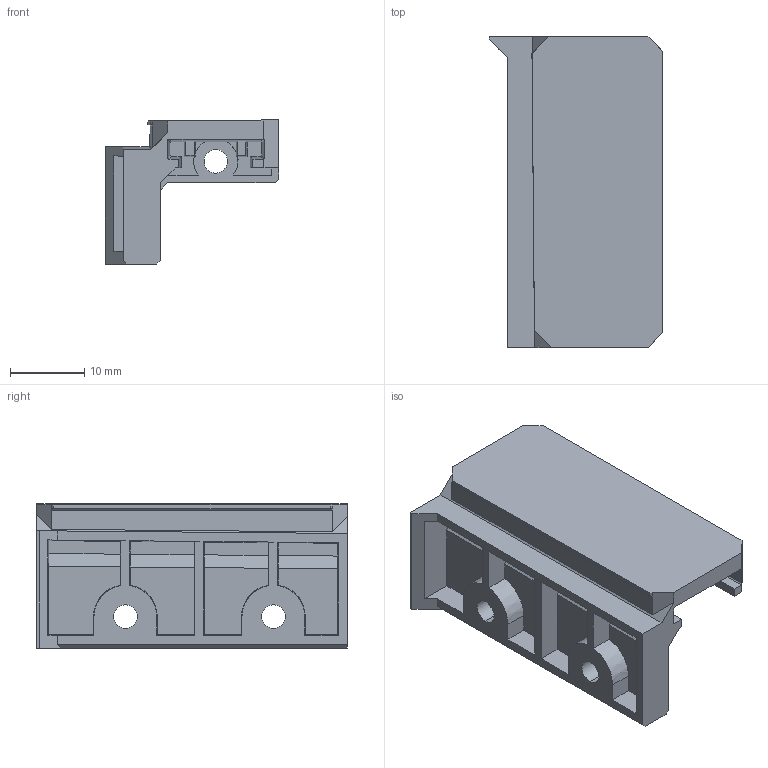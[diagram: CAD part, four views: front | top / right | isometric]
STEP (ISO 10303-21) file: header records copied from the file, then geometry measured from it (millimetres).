
FILE_DESCRIPTION (( 'STEP AP214' ), '1' );
FILE_NAME ('JXHSV06-08020-d leveling mounting plate.step', '2023-01-05T07:16:25', ( '微软用户' ), ( '微软中国' ), 'SwSTEP 2.0', 'SolidWorks 2020', '' );
FILE_SCHEMA (( 'AUTOMOTIVE_DESIGN' ));
Length unit declared in the file: millimetre
Products named in the file (1): JXHSV06-08020-d leveling mounting plate
Bounding box: 23.45 x 42 x 19.5 mm (x, y, z)
Volume: 4841.1 mm3; surface area: 5144.3 mm2
Topology: 1 solids, 1 shells, 136 faces, 379 edges, 248 vertices
Faces by surface type: plane 111, cylinder 17, cone 4, bspline 4
Entity records: 4435 total; most frequent: CARTESIAN_POINT 870, ORIENTED_EDGE 758, DIRECTION 653, EDGE_CURVE 379, LINE 319, VECTOR 319, VERTEX_POINT 248, AXIS2_PLACEMENT_3D 167
